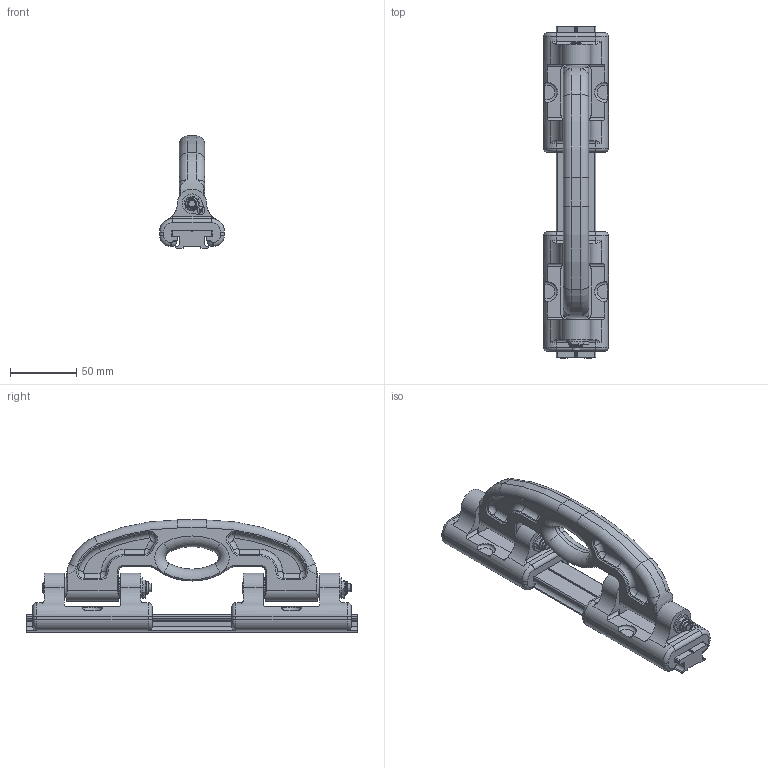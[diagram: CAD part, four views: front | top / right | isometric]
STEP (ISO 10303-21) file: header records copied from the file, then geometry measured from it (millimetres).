
FILE_DESCRIPTION(/* description */ (''),/* implementation_level */ '2;1');
FILE_NAME(/* name */ 'HS30.90 - Carrello penna doppio soft-link.stp',/* time_stamp */ '2021-02-05T16:28:34+01:00',/* author */ ('lucade'),/* organization */ (''),/* preprocessor_version */ 'ST-DEVELOPER v18.1',/* originating_system */ 'Autodesk Inventor 2021',/* authorisation */ '');
FILE_SCHEMA (('AUTOMOTIVE_DESIGN { 1 0 10303 214 3 1 1 }'));
Length unit declared in the file: millimetre
Products named in the file (1): HS30.90 - Carrello penna doppio soft-link
Bounding box: 49 x 250 x 84.35 mm (x, y, z)
Volume: 306461.6 mm3; surface area: 90289.5 mm2
Topology: 1 solids, 1 shells, 854 faces, 2186 edges, 1374 vertices
Faces by surface type: plane 294, cylinder 266, torus 158, cone 102, bspline 32, sphere 2
Full cylindrical faces by diameter (mm): 3 x2, 3.3 x4, 3.6 x4, 3.8 x4, 4.2 x4, 6 x6, 6.4 x2, 6.5 x2, 7.2 x4, 8 x4, 8.2 x4, 9.5 x2, 15.8 x4
Entity records: 27944 total; most frequent: CARTESIAN_POINT 7168, DIRECTION 4474, ORIENTED_EDGE 4384, EDGE_CURVE 2192, AXIS2_PLACEMENT_3D 1781, VERTEX_POINT 1374, CIRCLE 950, LINE 912
